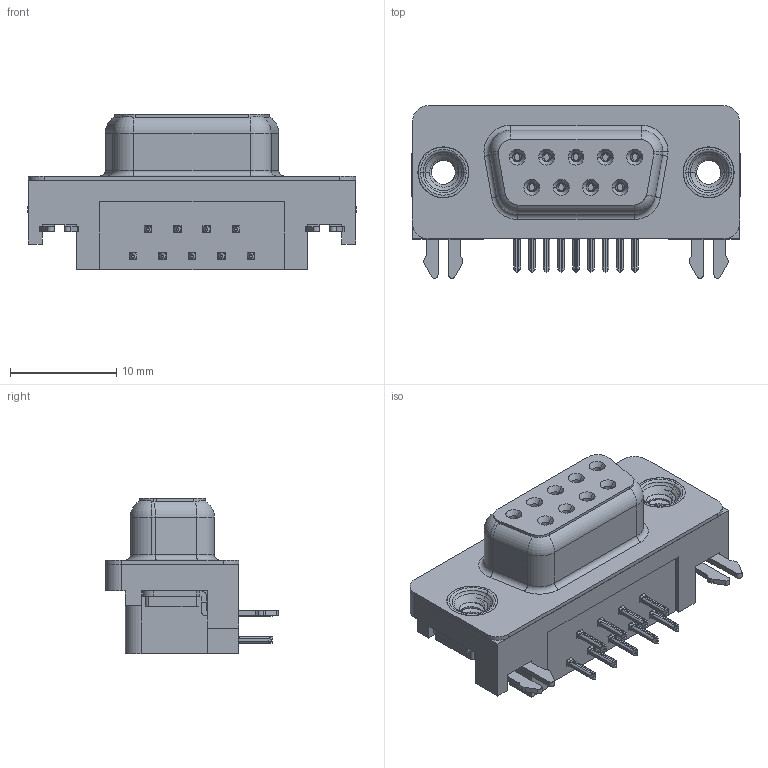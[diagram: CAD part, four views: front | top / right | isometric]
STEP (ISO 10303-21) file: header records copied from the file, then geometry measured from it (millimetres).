
FILE_DESCRIPTION (( 'STEP AP203' ), '1' );
FILE_NAME ('624-009-361-032.STEP', '2018-11-06T19:13:14', ( '' ), ( '' ), 'SwSTEP 2.0', 'SolidWorks 2016', '' );
FILE_SCHEMA (( 'CONFIG_CONTROL_DESIGN' ));
Length unit declared in the file: millimetre
Products named in the file (7): 624 Housing_9 Socket; 624 Shell_9 Socket; 624 Socket Bottom; 624 Contact Top; 624 2 Prong Board Lock; 624 4-40 Threaded Rivet; 624-009-361-032
Assembly tree (15 placements, depth 2):
  624-009-361-032
    624 Housing_9 Socket
    624 Shell_9 Socket
    624 Socket Bottom  x4
    624 Contact Top  x5
    624 2 Prong Board Lock  x2
    624 4-40 Threaded Rivet  x2
Bounding box: 30.89 x 16.25 x 14.6 mm (x, y, z)
Volume: 2947.1 mm3; surface area: 4397 mm2
Topology: 15 solids, 15 shells, 1552 faces, 4090 edges, 2584 vertices
Faces by surface type: plane 670, cylinder 410, bspline 314, cone 120, torus 38
Entity records: 23695 total; most frequent: CARTESIAN_POINT 8536, ORIENTED_EDGE 3110, DIRECTION 2694, EDGE_CURVE 1555, VERTEX_POINT 990, LINE 912, VECTOR 912, AXIS2_PLACEMENT_3D 891
